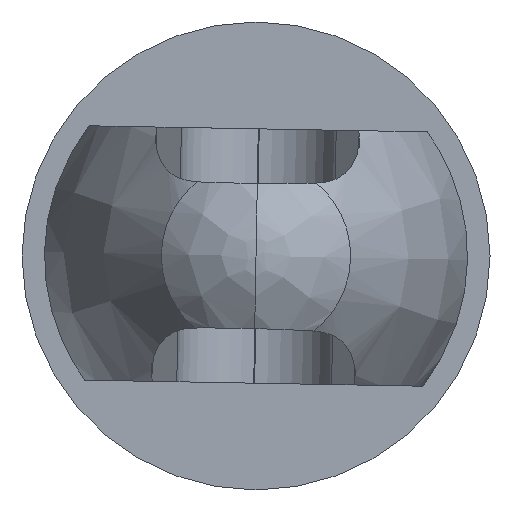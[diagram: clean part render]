
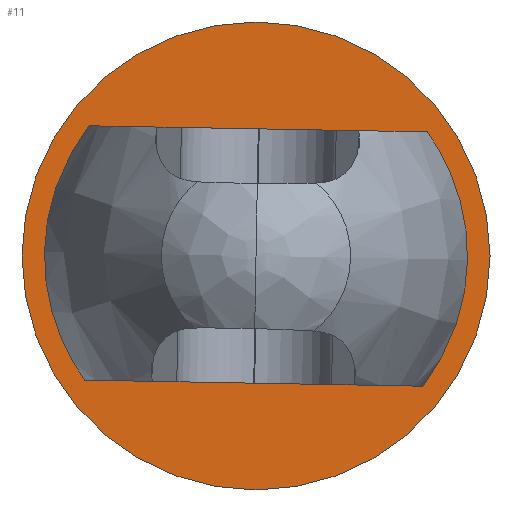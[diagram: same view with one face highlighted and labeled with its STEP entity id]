
A CAD part, front view. The second image highlights one B-rep face of the part: STEP entity #11.
In plain terms, the highlighted planar face has unit normal (0, -1, 0).
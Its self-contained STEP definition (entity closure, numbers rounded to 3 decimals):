
#11 = ADVANCED_FACE ( 'NONE', ( #1929 ), #79, .F. ) ;
#77 = DIRECTION ( 'NONE',  ( 0., 0., 1. ) ) ;
#79 = PLANE ( 'NONE',  #456 ) ;
#194 = CARTESIAN_POINT ( 'NONE',  ( 11.854, 10.743, -19.827 ) ) ;
#398 = DIRECTION ( 'NONE',  ( 0., 1., 0. ) ) ;
#443 = DIRECTION ( 'NONE',  ( 0., 0., 1. ) ) ;
#455 = EDGE_CURVE ( 'NONE', #515, #1736, #1622, .T. ) ;
#456 = AXIS2_PLACEMENT_3D ( 'NONE', #194, #398, #1156 ) ;
#515 = VERTEX_POINT ( 'NONE', #1808 ) ;
#636 = CARTESIAN_POINT ( 'NONE',  ( 14.182, 10.743, -19.799 ) ) ;
#737 = ORIENTED_EDGE ( 'NONE', *, *, #989, .F. ) ;
#764 = AXIS2_PLACEMENT_3D ( 'NONE', #1109, #1866, #443 ) ;
#828 = CARTESIAN_POINT ( 'NONE',  ( 14.182, 10.743, -17.499 ) ) ;
#832 = ORIENTED_EDGE ( 'NONE', *, *, #455, .F. ) ;
#989 = EDGE_CURVE ( 'NONE', #1736, #515, #1354, .T. ) ;
#1100 = AXIS2_PLACEMENT_3D ( 'NONE', #828, #1644, #77 ) ;
#1109 = CARTESIAN_POINT ( 'NONE',  ( 14.182, 10.743, -17.499 ) ) ;
#1156 = DIRECTION ( 'NONE',  ( 0., 0., 1. ) ) ;
#1354 = CIRCLE ( 'NONE', #764, 2.3 ) ;
#1609 = EDGE_LOOP ( 'NONE', ( #832, #737 ) ) ;
#1622 = CIRCLE ( 'NONE', #1100, 2.3 ) ;
#1644 = DIRECTION ( 'NONE',  ( 0., 1., 0. ) ) ;
#1736 = VERTEX_POINT ( 'NONE', #636 ) ;
#1808 = CARTESIAN_POINT ( 'NONE',  ( 14.182, 10.743, -15.199 ) ) ;
#1866 = DIRECTION ( 'NONE',  ( 0., 1., 0. ) ) ;
#1929 = FACE_OUTER_BOUND ( 'NONE', #1609, .T. ) ;
